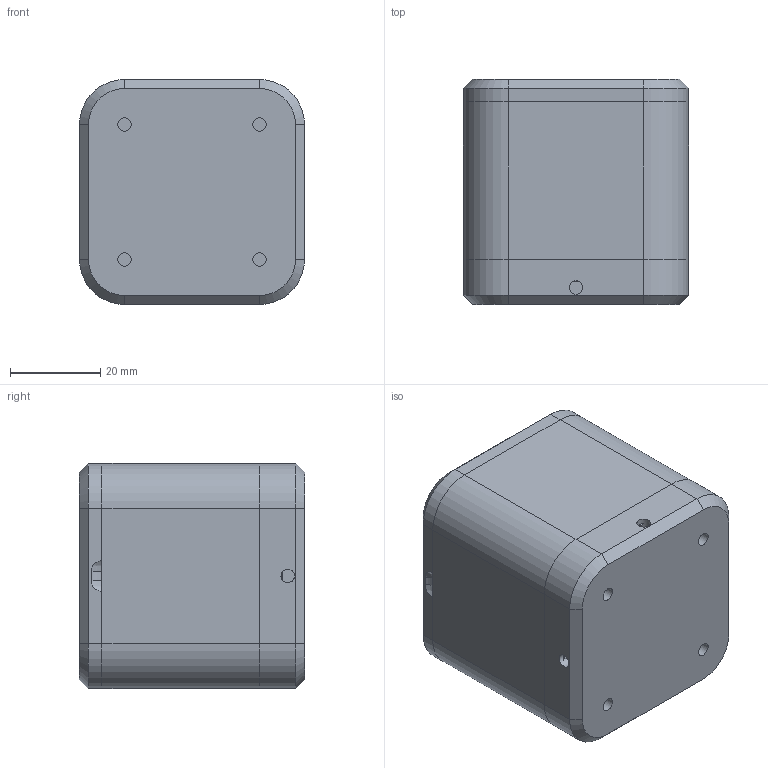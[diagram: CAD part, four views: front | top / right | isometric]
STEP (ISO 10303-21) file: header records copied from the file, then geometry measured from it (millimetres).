
FILE_DESCRIPTION(/* description */ (''),/* implementation_level */ '2;1');
FILE_NAME(/* name */ 'Modular storage box v8.step',/* time_stamp */ '2021-11-20T16:13:12+01:00',/* author */ (''),/* organization */ (''),/* preprocessor_version */ 'ST-DEVELOPER v18.1',/* originating_system */ 'Autodesk Translation Framework v10.10.0.1391',/* authorisation */ '');
FILE_SCHEMA (('AUTOMOTIVE_DESIGN { 1 0 10303 214 3 1 1 }'));
Length unit declared in the file: millimetre
Products named in the file (1): Modular storage box
Bounding box: 50 x 50 x 50 mm (x, y, z)
Volume: 36523.6 mm3; surface area: 31989.9 mm2
Topology: 3 solids, 3 shells, 410 faces, 1022 edges, 628 vertices
Faces by surface type: plane 184, cylinder 142, cone 60, bspline 12, torus 12
Full cylindrical faces by diameter (mm): 3 x12
Entity records: 12717 total; most frequent: CARTESIAN_POINT 2985, ORIENTED_EDGE 2044, DIRECTION 2008, EDGE_CURVE 1022, AXIS2_PLACEMENT_3D 703, VERTEX_POINT 628, LINE 602, VECTOR 602
